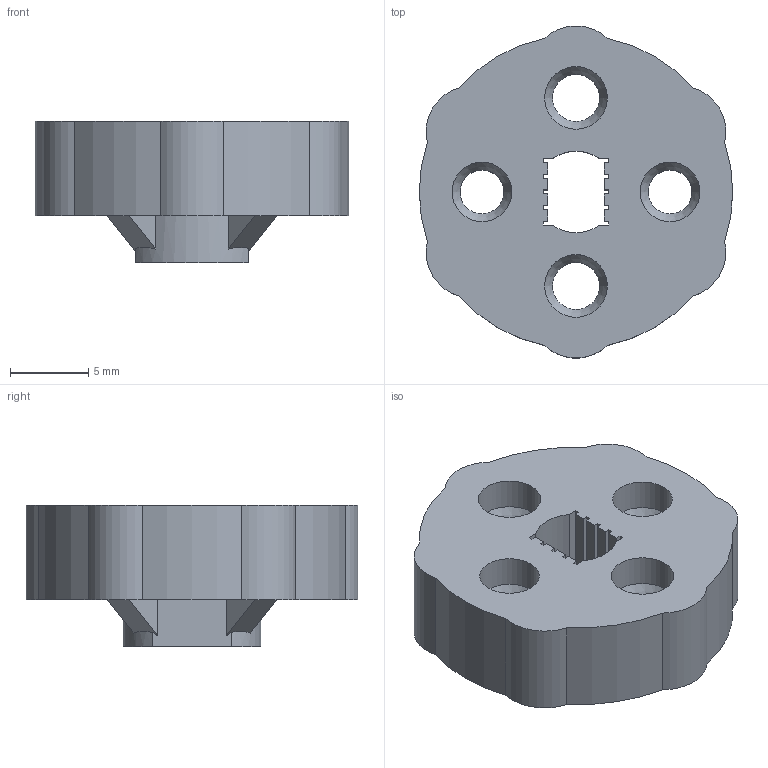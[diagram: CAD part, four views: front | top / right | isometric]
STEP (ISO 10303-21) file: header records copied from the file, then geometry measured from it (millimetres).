
FILE_DESCRIPTION(('STEP AP242'), '1');
FILE_NAME('Òîðåö 02', '', ('UNSPECIFIED'), ('UNSPECIFIED'), 'C3D Converter', 'C3D Toolkit', '');
FILE_SCHEMA(('AP242_MANAGED_MODEL_BASED_3D_ENGINEERING_MIM_LF { 1 0 10303 442 1 1 4 }'));
Length unit declared in the file: millimetre
Products named in the file (1): ПКГ МД
Bounding box: 20 x 21.18 x 9 mm (x, y, z)
Volume: 1755 mm3; surface area: 1466.5 mm2
Topology: 1 solids, 1 shells, 87 faces, 248 edges, 164 vertices
Faces by surface type: plane 57, cylinder 24, cone 6
Full cylindrical faces by diameter (mm): 2.8 x2, 3 x2, 3.8 x2, 4 x2
Entity records: 2916 total; most frequent: CARTESIAN_POINT 616, ORIENTED_EDGE 472, DIRECTION 450, EDGE_CURVE 236, LINE 166, VECTOR 166, VERTEX_POINT 164, AXIS2_PLACEMENT_3D 142
